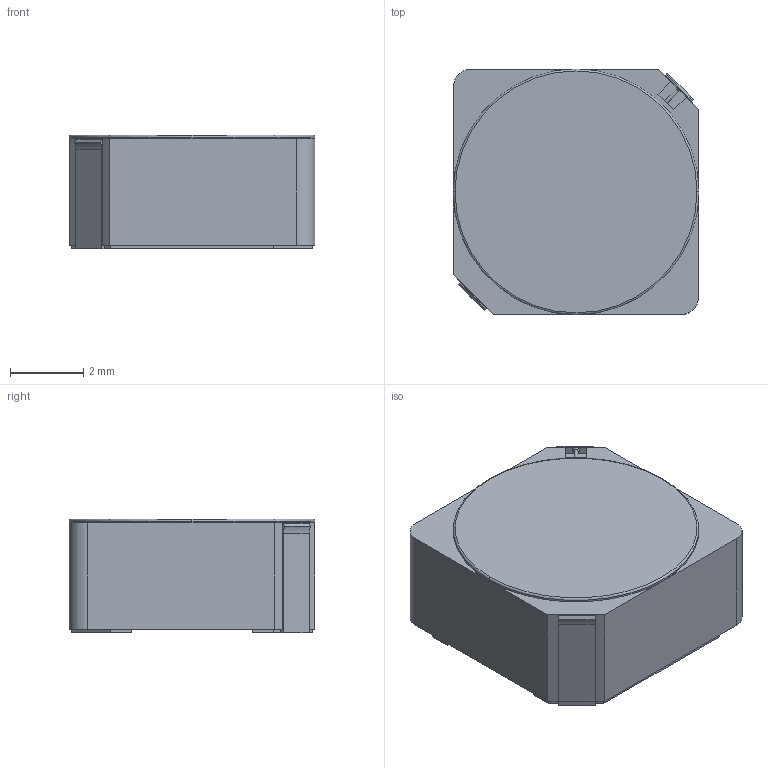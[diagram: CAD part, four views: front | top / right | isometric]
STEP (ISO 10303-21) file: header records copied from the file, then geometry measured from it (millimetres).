
FILE_DESCRIPTION (( 'STEP AP214' ), '1' );
FILE_NAME ('CDRH6D28 h3.STEP', '2023-04-12T10:55:57', ( 'Elessar' ), ( '' ), 'SwSTEP 2.0', 'SolidWorks 2018', '' );
FILE_SCHEMA (( 'AUTOMOTIVE_DESIGN' ));
Length unit declared in the file: millimetre
Products named in the file (1): CDRH6D28 h3
Bounding box: 6.7 x 6.7 x 3.1 mm (x, y, z)
Volume: 131.1 mm3; surface area: 178.2 mm2
Topology: 1 solids, 2 shells, 70 faces, 192 edges, 124 vertices
Faces by surface type: plane 54, cylinder 8, cone 4, torus 2, bspline 2
Entity records: 2740 total; most frequent: CARTESIAN_POINT 405, ORIENTED_EDGE 384, DIRECTION 356, EDGE_CURVE 192, LINE 158, VECTOR 158, VERTEX_POINT 124, AXIS2_PLACEMENT_3D 99
